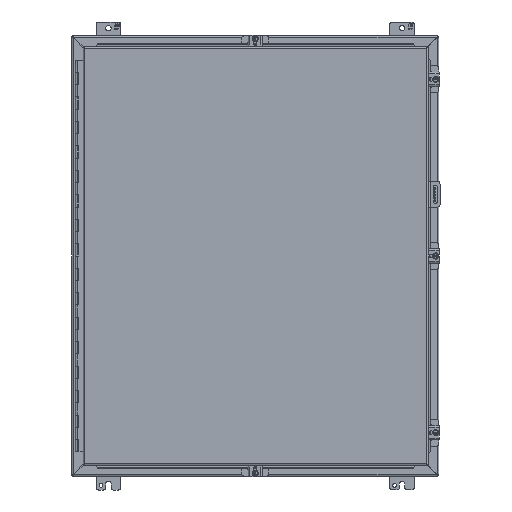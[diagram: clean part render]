
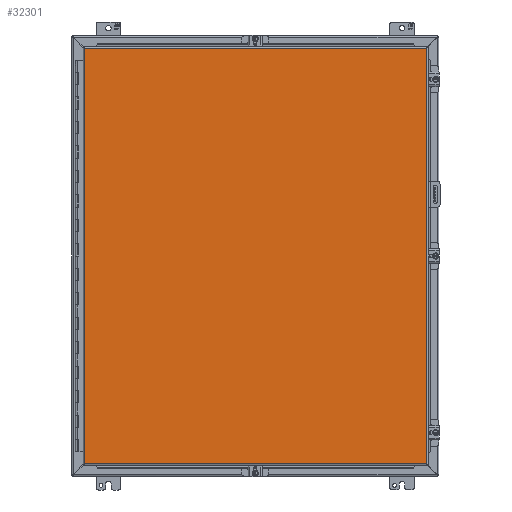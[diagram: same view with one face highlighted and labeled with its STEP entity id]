
A CAD part, front view. The second image highlights one B-rep face of the part: STEP entity #32301.
In plain terms, the highlighted planar face has unit normal (0, -1, 0).
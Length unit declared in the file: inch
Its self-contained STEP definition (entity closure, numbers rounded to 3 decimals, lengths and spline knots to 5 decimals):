
#666 = VECTOR ( 'NONE', #39606, 39.37008 ) ;
#6433 = ORIENTED_EDGE ( 'NONE', *, *, #51984, .F. ) ;
#6760 = CARTESIAN_POINT ( 'NONE',  ( 14.017, -7.174, 1.0055 ) ) ;
#6816 = EDGE_CURVE ( 'NONE', #54725, #38856, #11835, .T. ) ;
#8702 = FACE_OUTER_BOUND ( 'NONE', #23805, .T. ) ;
#11303 = DIRECTION ( 'NONE',  ( 0., 0., -1. ) ) ;
#11367 = CARTESIAN_POINT ( 'NONE',  ( 14.017, -7.174, 34.9945 ) ) ;
#11835 = LINE ( 'NONE', #6760, #16477 ) ;
#14742 = ORIENTED_EDGE ( 'NONE', *, *, #48208, .F. ) ;
#16477 = VECTOR ( 'NONE', #29428, 39.37008 ) ;
#16669 = CARTESIAN_POINT ( 'NONE',  ( -13.955, -7.174, 34.9945 ) ) ;
#17874 = VECTOR ( 'NONE', #11303, 39.37008 ) ;
#17915 = DIRECTION ( 'NONE',  ( 0., -1., 0. ) ) ;
#21406 = LINE ( 'NONE', #57213, #17874 ) ;
#23805 = EDGE_LOOP ( 'NONE', ( #6433, #41363, #14742, #50453 ) ) ;
#27190 = PLANE ( 'NONE',  #40355 ) ;
#29421 = DIRECTION ( 'NONE',  ( 0., 0., 1. ) ) ;
#29428 = DIRECTION ( 'NONE',  ( -1., 0., 0. ) ) ;
#32301 = ADVANCED_FACE ( 'NONE', ( #8702 ), #27190, .T. ) ;
#32948 = VECTOR ( 'NONE', #29421, 39.37008 ) ;
#35843 = DIRECTION ( 'NONE',  ( 0., 0., -1. ) ) ;
#37168 = LINE ( 'NONE', #51786, #32948 ) ;
#38856 = VERTEX_POINT ( 'NONE', #49961 ) ;
#39606 = DIRECTION ( 'NONE',  ( 1., 0., 0. ) ) ;
#40355 = AXIS2_PLACEMENT_3D ( 'NONE', #58800, #17915, #35843 ) ;
#41363 = ORIENTED_EDGE ( 'NONE', *, *, #49187, .F. ) ;
#41861 = VERTEX_POINT ( 'NONE', #11367 ) ;
#47835 = VERTEX_POINT ( 'NONE', #50976 ) ;
#48208 = EDGE_CURVE ( 'NONE', #38856, #47835, #37168, .T. ) ;
#49187 = EDGE_CURVE ( 'NONE', #47835, #41861, #53632, .T. ) ;
#49961 = CARTESIAN_POINT ( 'NONE',  ( -13.955, -7.174, 1.0055 ) ) ;
#50453 = ORIENTED_EDGE ( 'NONE', *, *, #6816, .F. ) ;
#50976 = CARTESIAN_POINT ( 'NONE',  ( -13.955, -7.174, 34.9945 ) ) ;
#51786 = CARTESIAN_POINT ( 'NONE',  ( -13.955, -7.174, 1.0055 ) ) ;
#51984 = EDGE_CURVE ( 'NONE', #41861, #54725, #21406, .T. ) ;
#52168 = CARTESIAN_POINT ( 'NONE',  ( 14.017, -7.174, 1.0055 ) ) ;
#53632 = LINE ( 'NONE', #16669, #666 ) ;
#54725 = VERTEX_POINT ( 'NONE', #52168 ) ;
#57213 = CARTESIAN_POINT ( 'NONE',  ( 14.017, -7.174, 34.9945 ) ) ;
#58800 = CARTESIAN_POINT ( 'NONE',  ( -13.955, -7.174, 1.0055 ) ) ;
